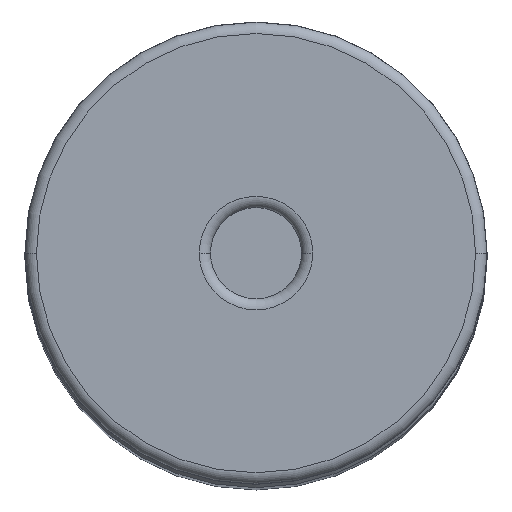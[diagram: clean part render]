
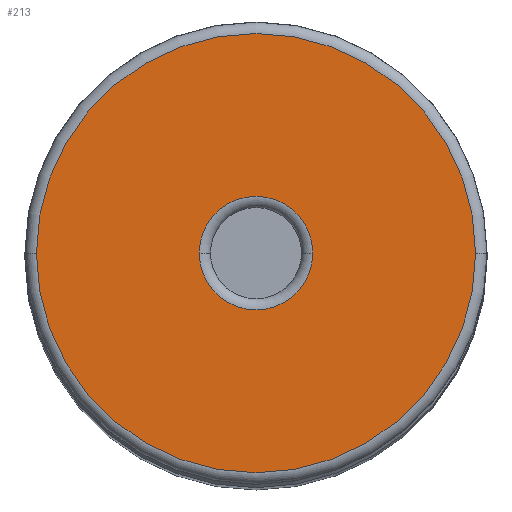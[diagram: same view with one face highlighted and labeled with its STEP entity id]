
A CAD part, top view. The second image highlights one B-rep face of the part: STEP entity #213.
In plain terms, the highlighted planar face has unit normal (0, 0, 1).
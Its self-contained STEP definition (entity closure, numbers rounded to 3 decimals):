
#100 = VERTEX_POINT ( 'NONE', #495 ) ;
#108 = EDGE_CURVE ( 'NONE', #240, #100, #533, .T. ) ;
#128 = ORIENTED_EDGE ( 'NONE', *, *, #108, .F. ) ;
#129 = ORIENTED_EDGE ( 'NONE', *, *, #207, .F. ) ;
#131 = EDGE_LOOP ( 'NONE', ( #132, #133 ) ) ;
#132 = ORIENTED_EDGE ( 'NONE', *, *, #282, .T. ) ;
#133 = ORIENTED_EDGE ( 'NONE', *, *, #208, .T. ) ;
#154 = VERTEX_POINT ( 'NONE', #585 ) ;
#206 = EDGE_LOOP ( 'NONE', ( #128, #129 ) ) ;
#207 = EDGE_CURVE ( 'NONE', #100, #240, #606, .T. ) ;
#208 = EDGE_CURVE ( 'NONE', #154, #283, #596, .T. ) ;
#213 = ADVANCED_FACE ( 'NONE', ( #729, #784 ), #773, .F. ) ;
#240 = VERTEX_POINT ( 'NONE', #741 ) ;
#282 = EDGE_CURVE ( 'NONE', #283, #154, #671, .T. ) ;
#283 = VERTEX_POINT ( 'NONE', #676 ) ;
#395 = DIRECTION ( 'NONE',  ( -1., 0., 0. ) ) ;
#396 = DIRECTION ( 'NONE',  ( 0., 0., -1. ) ) ;
#442 = DIRECTION ( 'NONE',  ( -1., 0., 0. ) ) ;
#443 = DIRECTION ( 'NONE',  ( 0., 0., -1. ) ) ;
#444 = CARTESIAN_POINT ( 'NONE',  ( 0., 0., 114. ) ) ;
#495 = CARTESIAN_POINT ( 'NONE',  ( 7.6, 0., 114. ) ) ;
#532 = AXIS2_PLACEMENT_3D ( 'NONE', #444, #443, #442 ) ;
#533 = CIRCLE ( 'NONE', #532, 7.6 ) ;
#585 = CARTESIAN_POINT ( 'NONE',  ( 1.964, 0., 114. ) ) ;
#591 = AXIS2_PLACEMENT_3D ( 'NONE', #609, #396, #395 ) ;
#596 = CIRCLE ( 'NONE', #614, 1.964 ) ;
#606 = CIRCLE ( 'NONE', #591, 7.6 ) ;
#607 = DIRECTION ( 'NONE',  ( -1., 0., 0. ) ) ;
#609 = CARTESIAN_POINT ( 'NONE',  ( 0., 0., 114. ) ) ;
#614 = AXIS2_PLACEMENT_3D ( 'NONE', #637, #626, #607 ) ;
#626 = DIRECTION ( 'NONE',  ( 0., 0., -1. ) ) ;
#637 = CARTESIAN_POINT ( 'NONE',  ( 0., 0., 114. ) ) ;
#671 = CIRCLE ( 'NONE', #732, 1.964 ) ;
#675 = CARTESIAN_POINT ( 'NONE',  ( 0., 0., 114. ) ) ;
#676 = CARTESIAN_POINT ( 'NONE',  ( -1.964, 0., 114. ) ) ;
#697 = DIRECTION ( 'NONE',  ( -1., 0., 0. ) ) ;
#698 = DIRECTION ( 'NONE',  ( 0., 0., -1. ) ) ;
#699 = CARTESIAN_POINT ( 'NONE',  ( 7.6, 0., 114. ) ) ;
#729 = FACE_OUTER_BOUND ( 'NONE', #206, .T. ) ;
#732 = AXIS2_PLACEMENT_3D ( 'NONE', #675, #763, #762 ) ;
#741 = CARTESIAN_POINT ( 'NONE',  ( -7.6, 0., 114. ) ) ;
#762 = DIRECTION ( 'NONE',  ( -1., 0., 0. ) ) ;
#763 = DIRECTION ( 'NONE',  ( 0., 0., -1. ) ) ;
#773 = PLANE ( 'NONE',  #781 ) ;
#781 = AXIS2_PLACEMENT_3D ( 'NONE', #699, #698, #697 ) ;
#784 = FACE_BOUND ( 'NONE', #131, .T. ) ;
